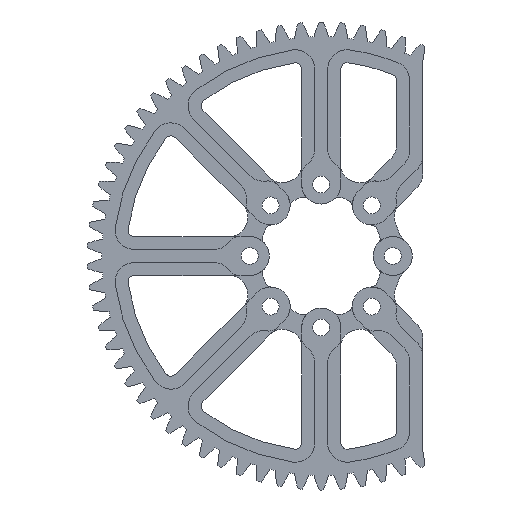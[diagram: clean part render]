
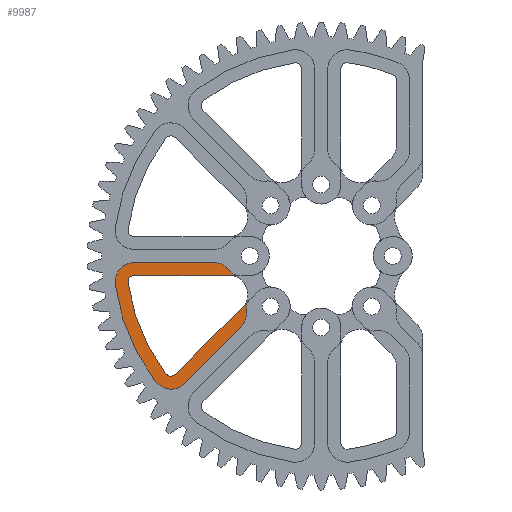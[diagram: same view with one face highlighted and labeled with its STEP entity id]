
A CAD part, left-side view. The second image highlights one B-rep face of the part: STEP entity #9987.
In plain terms, the highlighted planar face has unit normal (-1, 0, 0).
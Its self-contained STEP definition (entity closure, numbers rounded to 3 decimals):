
#133 = VERTEX_POINT ( 'NONE', #15649 ) ;
#134 = VECTOR ( 'NONE', #18580, 1000. ) ;
#420 = EDGE_CURVE ( 'NONE', #11691, #1167, #14853, .T. ) ;
#688 = AXIS2_PLACEMENT_3D ( 'NONE', #11205, #5341, #16856 ) ;
#706 = VERTEX_POINT ( 'NONE', #5523 ) ;
#715 = CIRCLE ( 'NONE', #12757, 1. ) ;
#856 = CARTESIAN_POINT ( 'NONE',  ( 1.5, 23.139, -17.482 ) ) ;
#940 = VERTEX_POINT ( 'NONE', #8989 ) ;
#1026 = LINE ( 'NONE', #18516, #134 ) ;
#1038 = DIRECTION ( 'NONE',  ( 1., 0., 0. ) ) ;
#1066 = EDGE_CURVE ( 'NONE', #13655, #12397, #1157, .T. ) ;
#1082 = AXIS2_PLACEMENT_3D ( 'NONE', #14005, #12368, #9610 ) ;
#1095 = CARTESIAN_POINT ( 'NONE',  ( 1.5, 23.936, -18.084 ) ) ;
#1157 = CIRCLE ( 'NONE', #17945, 2. ) ;
#1167 = VERTEX_POINT ( 'NONE', #15278 ) ;
#1284 = ORIENTED_EDGE ( 'NONE', *, *, #1066, .T. ) ;
#1311 = DIRECTION ( 'NONE',  ( 0., -0.707, 0.707 ) ) ;
#1320 = CARTESIAN_POINT ( 'NONE',  ( 1.5, 14.103, -2.2 ) ) ;
#1392 = ORIENTED_EDGE ( 'NONE', *, *, #10971, .T. ) ;
#1625 = VECTOR ( 'NONE', #1311, 1000. ) ;
#1966 = VECTOR ( 'NONE', #2866, 1000. ) ;
#2427 = AXIS2_PLACEMENT_3D ( 'NONE', #17067, #15707, #8451 ) ;
#2469 = ORIENTED_EDGE ( 'NONE', *, *, #10794, .T. ) ;
#2527 = CARTESIAN_POINT ( 'NONE',  ( 1.5, 12.503, -1. ) ) ;
#2580 = ORIENTED_EDGE ( 'NONE', *, *, #16996, .T. ) ;
#2676 = DIRECTION ( 'NONE',  ( 0., -1., 0. ) ) ;
#2751 = DIRECTION ( 'NONE',  ( 1., 0., 0. ) ) ;
#2866 = DIRECTION ( 'NONE',  ( 0., -0.707, 0.707 ) ) ;
#3230 = EDGE_CURVE ( 'NONE', #11390, #4743, #11408, .T. ) ;
#3447 = CIRCLE ( 'NONE', #18477, 2. ) ;
#3461 = ORIENTED_EDGE ( 'NONE', *, *, #13587, .T. ) ;
#3513 = AXIS2_PLACEMENT_3D ( 'NONE', #12450, #8109, #15063 ) ;
#3725 = ORIENTED_EDGE ( 'NONE', *, *, #6047, .F. ) ;
#3890 = CARTESIAN_POINT ( 'NONE',  ( 1.5, 28.723, -3. ) ) ;
#4067 = CARTESIAN_POINT ( 'NONE',  ( 1.5, 0., 0. ) ) ;
#4100 = CARTESIAN_POINT ( 'NONE',  ( 1.5, 23.139, -17.482 ) ) ;
#4215 = EDGE_CURVE ( 'NONE', #13315, #13655, #17143, .T. ) ;
#4355 = DIRECTION ( 'NONE',  ( 0., 0., 1. ) ) ;
#4481 = CARTESIAN_POINT ( 'NONE',  ( 1.5, 28.723, -1. ) ) ;
#4743 = VERTEX_POINT ( 'NONE', #1095 ) ;
#4796 = AXIS2_PLACEMENT_3D ( 'NONE', #856, #12408, #12469 ) ;
#5048 = ORIENTED_EDGE ( 'NONE', *, *, #7505, .T. ) ;
#5049 = DIRECTION ( 'NONE',  ( 0., -1., 0. ) ) ;
#5341 = DIRECTION ( 'NONE',  ( -1., 0., 0. ) ) ;
#5523 = CARTESIAN_POINT ( 'NONE',  ( 1.5, 29.713, -4.138 ) ) ;
#5573 = DIRECTION ( 'NONE',  ( 0., 0., 1. ) ) ;
#5590 = VECTOR ( 'NONE', #5729, 1000. ) ;
#5635 = CARTESIAN_POINT ( 'NONE',  ( 1.5, 12.377, -10.962 ) ) ;
#5729 = DIRECTION ( 'NONE',  ( 0., -1., 0. ) ) ;
#5730 = CARTESIAN_POINT ( 'NONE',  ( 1.5, 11.528, -8.417 ) ) ;
#6047 = EDGE_CURVE ( 'NONE', #11217, #133, #10800, .T. ) ;
#6221 = CARTESIAN_POINT ( 'NONE',  ( 1.5, 21.017, -19.603 ) ) ;
#6627 = CARTESIAN_POINT ( 'NONE',  ( 1.5, 25.532, -19.29 ) ) ;
#6783 = ORIENTED_EDGE ( 'NONE', *, *, #10894, .T. ) ;
#7011 = DIRECTION ( 'NONE',  ( -1., 0., 0. ) ) ;
#7059 = VERTEX_POINT ( 'NONE', #6221 ) ;
#7259 = CIRCLE ( 'NONE', #14433, 3. ) ;
#7295 = CARTESIAN_POINT ( 'NONE',  ( 1.5, 6.256, -3. ) ) ;
#7505 = EDGE_CURVE ( 'NONE', #7797, #940, #13020, .T. ) ;
#7613 = AXIS2_PLACEMENT_3D ( 'NONE', #4100, #2751, #4355 ) ;
#7786 = CARTESIAN_POINT ( 'NONE',  ( 1.5, 28.723, -4. ) ) ;
#7797 = VERTEX_POINT ( 'NONE', #3890 ) ;
#7854 = ORIENTED_EDGE ( 'NONE', *, *, #8586, .F. ) ;
#8109 = DIRECTION ( 'NONE',  ( -1., 0., 0. ) ) ;
#8146 = ORIENTED_EDGE ( 'NONE', *, *, #3230, .T. ) ;
#8254 = CIRCLE ( 'NONE', #15373, 32. ) ;
#8451 = DIRECTION ( 'NONE',  ( 0., 0., 1. ) ) ;
#8493 = CARTESIAN_POINT ( 'NONE',  ( 1.5, 6.256, -3. ) ) ;
#8586 = EDGE_CURVE ( 'NONE', #706, #4743, #9159, .T. ) ;
#8698 = CARTESIAN_POINT ( 'NONE',  ( 1.5, -2.355, 6.597 ) ) ;
#8989 = CARTESIAN_POINT ( 'NONE',  ( 1.5, 13.955, -3. ) ) ;
#9159 = CIRCLE ( 'NONE', #688, 30. ) ;
#9225 = DIRECTION ( 'NONE',  ( 0., 0., 1. ) ) ;
#9610 = DIRECTION ( 'NONE',  ( 0., 0., 1. ) ) ;
#9669 = DIRECTION ( 'NONE',  ( 1., 0., 0. ) ) ;
#9987 = ADVANCED_FACE ( 'NONE', ( #11142 ), #13885, .T. ) ;
#10075 = EDGE_CURVE ( 'NONE', #7059, #13315, #1026, .T. ) ;
#10218 = LINE ( 'NONE', #13674, #16893 ) ;
#10515 = EDGE_CURVE ( 'NONE', #11691, #16787, #10218, .T. ) ;
#10603 = CARTESIAN_POINT ( 'NONE',  ( 1.5, 9.548, -8.134 ) ) ;
#10606 = ORIENTED_EDGE ( 'NONE', *, *, #10075, .T. ) ;
#10794 = EDGE_CURVE ( 'NONE', #16440, #7059, #7259, .T. ) ;
#10800 = LINE ( 'NONE', #18440, #1625 ) ;
#10894 = EDGE_CURVE ( 'NONE', #17132, #10995, #3447, .T. ) ;
#10936 = DIRECTION ( 'NONE',  ( 0., 0., 1. ) ) ;
#10971 = EDGE_CURVE ( 'NONE', #1167, #16440, #8254, .T. ) ;
#10995 = VERTEX_POINT ( 'NONE', #1320 ) ;
#11039 = CARTESIAN_POINT ( 'NONE',  ( 1.5, 23.139, -18.482 ) ) ;
#11094 = DIRECTION ( 'NONE',  ( 0., 0., 1. ) ) ;
#11142 = FACE_OUTER_BOUND ( 'NONE', #12078, .T. ) ;
#11205 = CARTESIAN_POINT ( 'NONE',  ( 1.5, 0., 0. ) ) ;
#11217 = VERTEX_POINT ( 'NONE', #11929 ) ;
#11390 = VERTEX_POINT ( 'NONE', #11039 ) ;
#11408 = CIRCLE ( 'NONE', #4796, 1. ) ;
#11691 = VERTEX_POINT ( 'NONE', #4481 ) ;
#11913 = EDGE_CURVE ( 'NONE', #10995, #16787, #14992, .T. ) ;
#11920 = ORIENTED_EDGE ( 'NONE', *, *, #17041, .T. ) ;
#11929 = CARTESIAN_POINT ( 'NONE',  ( 1.5, 22.431, -18.189 ) ) ;
#12046 = LINE ( 'NONE', #8698, #1966 ) ;
#12078 = EDGE_LOOP ( 'NONE', ( #13775, #16715, #1392, #2469, #10606, #15310, #1284, #14078, #3725, #3461, #8146, #7854, #2580, #5048, #11920, #6783, #12644 ) ) ;
#12364 = DIRECTION ( 'NONE',  ( 0., 0., 1. ) ) ;
#12368 = DIRECTION ( 'NONE',  ( -1., 0., 0. ) ) ;
#12397 = VERTEX_POINT ( 'NONE', #15038 ) ;
#12408 = DIRECTION ( 'NONE',  ( 1., 0., 0. ) ) ;
#12450 = CARTESIAN_POINT ( 'NONE',  ( 1.5, 16.503, -4. ) ) ;
#12469 = DIRECTION ( 'NONE',  ( 0., 0., 1. ) ) ;
#12644 = ORIENTED_EDGE ( 'NONE', *, *, #11913, .T. ) ;
#12757 = AXIS2_PLACEMENT_3D ( 'NONE', #18159, #1038, #11094 ) ;
#13020 = LINE ( 'NONE', #7295, #5590 ) ;
#13315 = VERTEX_POINT ( 'NONE', #5635 ) ;
#13519 = DIRECTION ( 'NONE',  ( -1., 0., 0. ) ) ;
#13587 = EDGE_CURVE ( 'NONE', #11217, #11390, #14054, .T. ) ;
#13649 = EDGE_CURVE ( 'NONE', #133, #12397, #12046, .T. ) ;
#13655 = VERTEX_POINT ( 'NONE', #5730 ) ;
#13674 = CARTESIAN_POINT ( 'NONE',  ( 1.5, 6.256, -1. ) ) ;
#13775 = ORIENTED_EDGE ( 'NONE', *, *, #10515, .F. ) ;
#13820 = CARTESIAN_POINT ( 'NONE',  ( 1.5, 23.139, -17.482 ) ) ;
#13885 = PLANE ( 'NONE',  #1082 ) ;
#14005 = CARTESIAN_POINT ( 'NONE',  ( 1.5, 0., 0. ) ) ;
#14054 = CIRCLE ( 'NONE', #7613, 1. ) ;
#14078 = ORIENTED_EDGE ( 'NONE', *, *, #13649, .F. ) ;
#14179 = VECTOR ( 'NONE', #2676, 1000. ) ;
#14433 = AXIS2_PLACEMENT_3D ( 'NONE', #13820, #18064, #12364 ) ;
#14625 = LINE ( 'NONE', #8493, #14179 ) ;
#14853 = CIRCLE ( 'NONE', #17593, 3. ) ;
#14873 = DIRECTION ( 'NONE',  ( 0., 0., 1. ) ) ;
#14992 = CIRCLE ( 'NONE', #3513, 3. ) ;
#15038 = CARTESIAN_POINT ( 'NONE',  ( 1.5, 10.962, -6.72 ) ) ;
#15063 = DIRECTION ( 'NONE',  ( 0., 0., 1. ) ) ;
#15278 = CARTESIAN_POINT ( 'NONE',  ( 1.5, 31.694, -4.414 ) ) ;
#15310 = ORIENTED_EDGE ( 'NONE', *, *, #4215, .T. ) ;
#15373 = AXIS2_PLACEMENT_3D ( 'NONE', #4067, #7011, #5573 ) ;
#15649 = CARTESIAN_POINT ( 'NONE',  ( 1.5, 11.989, -7.747 ) ) ;
#15707 = DIRECTION ( 'NONE',  ( -1., 0., 0. ) ) ;
#16249 = CARTESIAN_POINT ( 'NONE',  ( 1.5, 16.503, -1. ) ) ;
#16270 = DIRECTION ( 'NONE',  ( 1., 0., 0. ) ) ;
#16440 = VERTEX_POINT ( 'NONE', #6627 ) ;
#16715 = ORIENTED_EDGE ( 'NONE', *, *, #420, .T. ) ;
#16787 = VERTEX_POINT ( 'NONE', #16249 ) ;
#16856 = DIRECTION ( 'NONE',  ( 0., 0., 1. ) ) ;
#16893 = VECTOR ( 'NONE', #5049, 1000. ) ;
#16996 = EDGE_CURVE ( 'NONE', #706, #7797, #715, .T. ) ;
#17041 = EDGE_CURVE ( 'NONE', #940, #17132, #14625, .T. ) ;
#17067 = CARTESIAN_POINT ( 'NONE',  ( 1.5, 14.498, -8.841 ) ) ;
#17132 = VERTEX_POINT ( 'NONE', #17300 ) ;
#17143 = CIRCLE ( 'NONE', #2427, 3. ) ;
#17300 = CARTESIAN_POINT ( 'NONE',  ( 1.5, 12.503, -3. ) ) ;
#17593 = AXIS2_PLACEMENT_3D ( 'NONE', #7786, #13519, #14873 ) ;
#17945 = AXIS2_PLACEMENT_3D ( 'NONE', #10603, #16270, #9225 ) ;
#18064 = DIRECTION ( 'NONE',  ( -1., 0., 0. ) ) ;
#18159 = CARTESIAN_POINT ( 'NONE',  ( 1.5, 28.723, -4. ) ) ;
#18440 = CARTESIAN_POINT ( 'NONE',  ( 1.5, -2.355, 6.597 ) ) ;
#18477 = AXIS2_PLACEMENT_3D ( 'NONE', #2527, #9669, #10936 ) ;
#18516 = CARTESIAN_POINT ( 'NONE',  ( 1.5, -3.769, 5.183 ) ) ;
#18580 = DIRECTION ( 'NONE',  ( 0., -0.707, 0.707 ) ) ;
